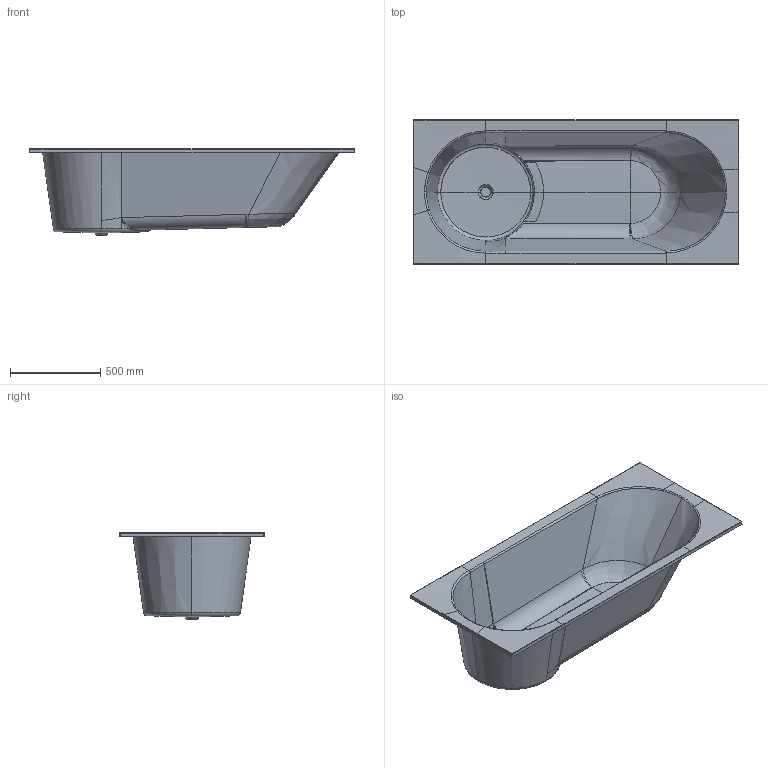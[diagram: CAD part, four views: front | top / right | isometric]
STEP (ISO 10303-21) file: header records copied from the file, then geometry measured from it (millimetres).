
FILE_DESCRIPTION((''),'2;1');
FILE_NAME('UBQ180LIB2V_LIBRA','2022-07-04T15:58:50',('hegemanc'),('Villeroy & Boch Wellness bv'),'CREO PARAMETRIC BY PTC INC, 2020454','CREO PARAMETRIC BY PTC INC, 2020454','');
FILE_SCHEMA(('CONFIG_CONTROL_DESIGN'));
Length unit declared in the file: millimetre
Products named in the file (1): UBQ180LIB2V_LIBRA
Bounding box: 1801.4 x 801.4 x 477.98 mm (x, y, z)
Surface area: 2746410.4 mm2 (no closed solid volume)
Topology: 0 solids, 1 shells, 97 faces, 281 edges, 170 vertices
Faces by surface type: bspline 59, cylinder 13, plane 11, cone 7, torus 6, extrusion 1
Entity records: 8610 total; most frequent: CARTESIAN_POINT 6668, ORIENTED_EDGE 451, EDGE_CURVE 277, DIRECTION 209, B_SPLINE_CURVE_WITH_KNOTS 181, VERTEX_POINT 170, EDGE_LOOP 97, FACE_OUTER_BOUND 97
